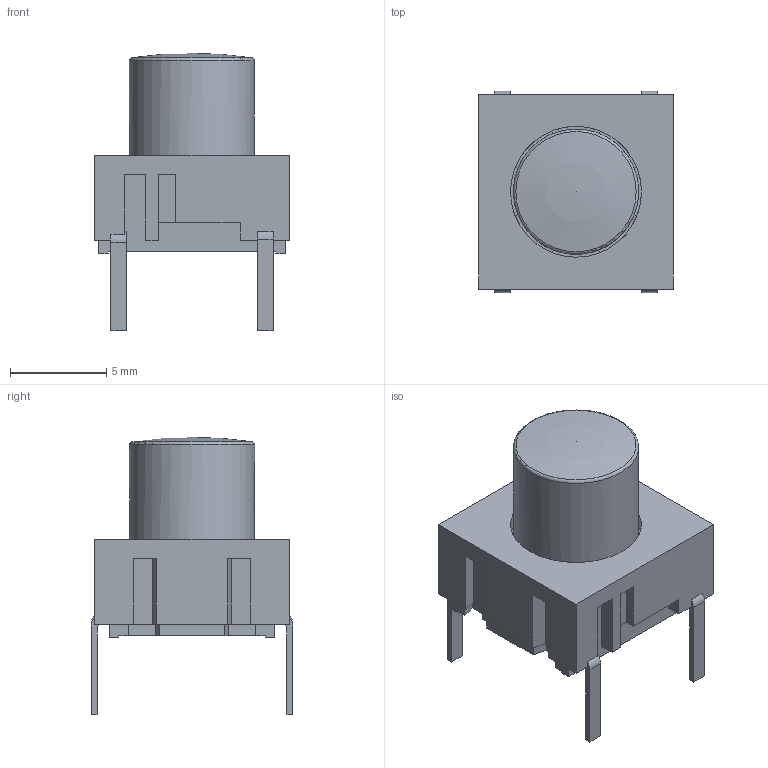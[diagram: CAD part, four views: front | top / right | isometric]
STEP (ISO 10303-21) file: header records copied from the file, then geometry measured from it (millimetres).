
FILE_DESCRIPTION((' '),'2;1');
FILE_NAME('TL6200DxF300QP.stp','2017-08-01T07:52:52',(' '),(' '),' ','ACIS',' ');
FILE_SCHEMA(('CONFIG_CONTROL_DESIGN'));
Length unit declared in the file: inch
Products named in the file (1): TL6200DxF300QP.stp
Bounding box: 10.1 x 10.46 x 14.4 mm (x, y, z)
Volume: 569.2 mm3; surface area: 957.8 mm2
Topology: 1 solids, 9 shells, 256 faces, 708 edges, 465 vertices
Faces by surface type: plane 186, cylinder 59, cone 8, torus 2, sphere 1
Full cylindrical faces by diameter (mm): 0.8 x8, 1 x4, 1.6 x1, 2.55 x1, 3 x2, 4.9 x1, 5.2 x1, 6.4 x1, 6.5 x1, 6.8 x1, 7 x2
Entity records: 8010 total; most frequent: CARTESIAN_POINT 1373, DIRECTION 1359, ORIENTED_EDGE 1326, EDGE_CURVE 663, VECTOR 481, LINE 481, VERTEX_POINT 453, AXIS2_PLACEMENT_3D 439
